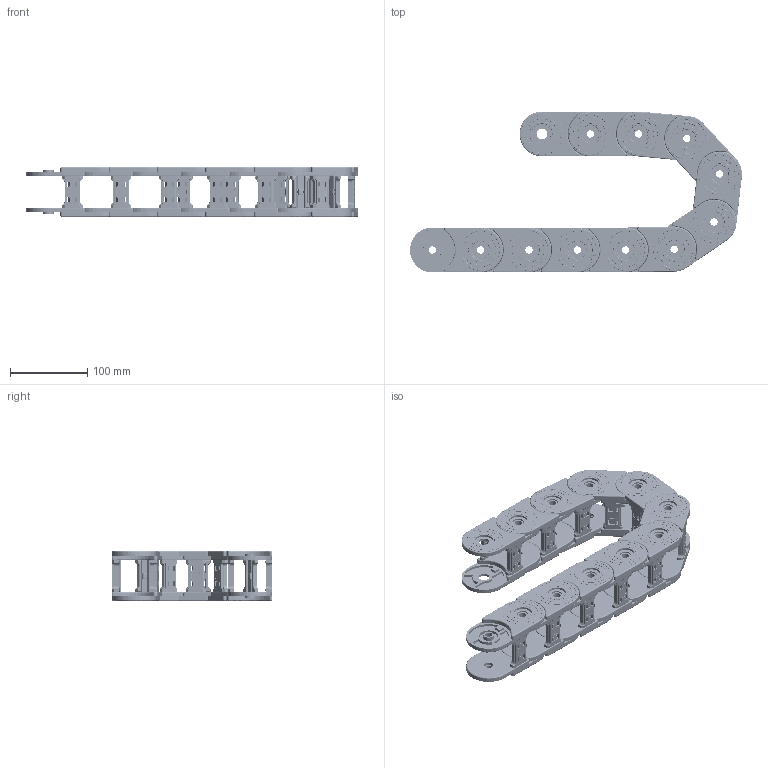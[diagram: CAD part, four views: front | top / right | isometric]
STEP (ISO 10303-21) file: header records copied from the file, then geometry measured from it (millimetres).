
FILE_DESCRIPTION (( 'STEP AP214' ), '1' );
FILE_NAME ('CK42-A040-R075.STEP', '2019-09-10T07:11:57', ( '' ), ( '' ), 'SwSTEP 2.0', 'SolidWorks 2017', '' );
FILE_SCHEMA (( 'AUTOMOTIVE_DESIGN' ));
Length unit declared in the file: millimetre
Products named in the file (2): CK42-A040; CK42-A040-R075
Assembly tree (11 placements, depth 2):
  CK42-A040-R075
    CK42-A040  x11
Bounding box: 429.28 x 208 x 65.3 mm (x, y, z)
Volume: 811313.6 mm3; surface area: 491733.1 mm2
Topology: 44 solids, 44 shells, 8734 faces, 22374 edges, 13860 vertices
Faces by surface type: cylinder 3696, plane 3300, bspline 1034, torus 440, sphere 264
Entity records: 38780 total; most frequent: CARTESIAN_POINT 21051, ORIENTED_EDGE 4012, DIRECTION 3084, EDGE_CURVE 2006, VERTEX_POINT 1260, VECTOR 1048, LINE 1048, AXIS2_PLACEMENT_3D 1018
